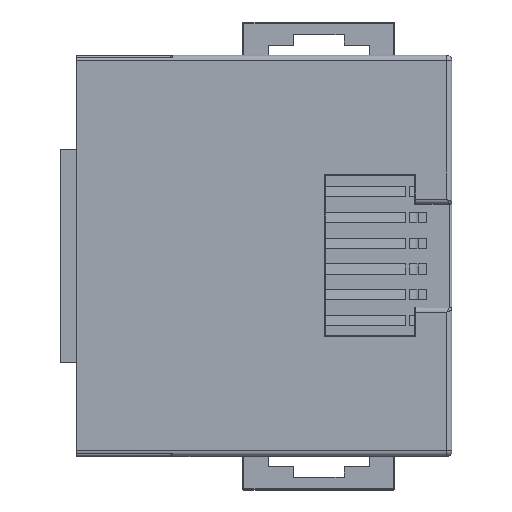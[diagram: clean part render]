
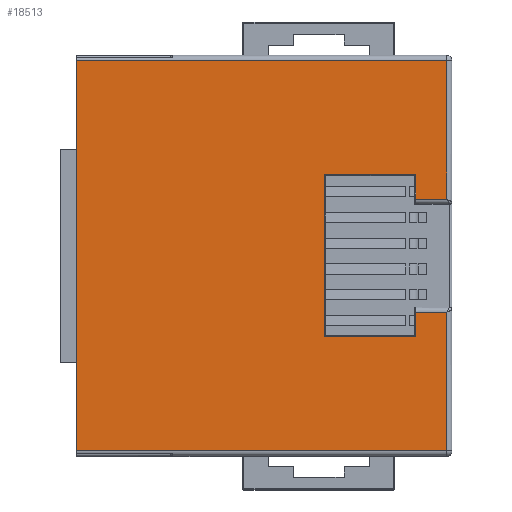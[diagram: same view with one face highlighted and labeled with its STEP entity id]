
A CAD part, top view. The second image highlights one B-rep face of the part: STEP entity #18513.
In plain terms, the highlighted planar face has unit normal (0, 0, 1).
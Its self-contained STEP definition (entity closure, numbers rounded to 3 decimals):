
#3012=ORIENTED_EDGE('',*,*,#5038,.F.);
#3013=ORIENTED_EDGE('',*,*,#4946,.F.);
#3014=ORIENTED_EDGE('',*,*,#4949,.F.);
#3015=ORIENTED_EDGE('',*,*,#4952,.F.);
#3016=ORIENTED_EDGE('',*,*,#4955,.F.);
#3017=ORIENTED_EDGE('',*,*,#4958,.F.);
#3018=ORIENTED_EDGE('',*,*,#5089,.F.);
#3019=ORIENTED_EDGE('',*,*,#5086,.T.);
#3020=ORIENTED_EDGE('',*,*,#5083,.T.);
#3021=ORIENTED_EDGE('',*,*,#6017,.T.);
#3022=ORIENTED_EDGE('',*,*,#5049,.T.);
#3023=ORIENTED_EDGE('',*,*,#5044,.T.);
#4946=EDGE_CURVE('',#6885,#6884,#8061,.T.);
#4949=EDGE_CURVE('',#6887,#6885,#8063,.T.);
#4952=EDGE_CURVE('',#6889,#6887,#8065,.T.);
#4955=EDGE_CURVE('',#6891,#6889,#8067,.T.);
#4958=EDGE_CURVE('',#6894,#6891,#8069,.T.);
#5038=EDGE_CURVE('',#6884,#6944,#8107,.T.);
#5044=EDGE_CURVE('',#6947,#6944,#8109,.T.);
#5049=EDGE_CURVE('',#6950,#6947,#8112,.T.);
#5083=EDGE_CURVE('',#6963,#6965,#8133,.T.);
#5086=EDGE_CURVE('',#6966,#6963,#8135,.T.);
#5089=EDGE_CURVE('',#6966,#6894,#8136,.T.);
#6017=EDGE_CURVE('',#6965,#6950,#8974,.T.);
#6884=VERTEX_POINT('',#24571);
#6885=VERTEX_POINT('',#24576);
#6887=VERTEX_POINT('',#24582);
#6889=VERTEX_POINT('',#24588);
#6891=VERTEX_POINT('',#24594);
#6894=VERTEX_POINT('',#24601);
#6944=VERTEX_POINT('',#24806);
#6947=VERTEX_POINT('',#24837);
#6950=VERTEX_POINT('',#24849);
#6963=VERTEX_POINT('',#24901);
#6965=VERTEX_POINT('',#24911);
#6966=VERTEX_POINT('',#24919);
#8061=LINE('',#24578,#9684);
#8063=LINE('',#24584,#9686);
#8065=LINE('',#24590,#9688);
#8067=LINE('',#24596,#9690);
#8069=LINE('',#24602,#9692);
#8107=LINE('',#24805,#9730);
#8109=LINE('',#24839,#9732);
#8112=LINE('',#24848,#9735);
#8133=LINE('',#24912,#9756);
#8135=LINE('',#24922,#9758);
#8136=LINE('',#24946,#9759);
#8974=LINE('',#26725,#10597);
#9684=VECTOR('',#20518,1000.);
#9686=VECTOR('',#20524,1000.);
#9688=VECTOR('',#20530,1000.);
#9690=VECTOR('',#20536,1000.);
#9692=VECTOR('',#20542,1000.);
#9730=VECTOR('',#20712,1000.);
#9732=VECTOR('',#20720,1000.);
#9735=VECTOR('',#20731,1000.);
#9756=VECTOR('',#20806,1000.);
#9758=VECTOR('',#20810,1000.);
#9759=VECTOR('',#20815,1000.);
#10597=VECTOR('',#22359,1000.);
#11405=EDGE_LOOP('',(#3012,#3013,#3014,#3015,#3016,#3017,#3018,#3019,#3020,
#3021,#3022,#3023));
#12162=FACE_BOUND('',#11405,.T.);
#12808=PLANE('',#19464);
#18513=ADVANCED_FACE('',(#12162),#12808,.T.);
#19464=AXIS2_PLACEMENT_3D('',#26724,#22357,#22358);
#20518=DIRECTION('',(1.,0.,0.));
#20524=DIRECTION('',(0.,-1.,0.));
#20530=DIRECTION('',(-1.,0.,0.));
#20536=DIRECTION('',(0.,1.,0.));
#20542=DIRECTION('',(1.,0.,0.));
#20712=DIRECTION('',(0.,-1.,0.));
#20720=DIRECTION('',(1.,0.,0.));
#20731=DIRECTION('',(0.,-1.,0.));
#20806=DIRECTION('',(0.,1.,0.));
#20810=DIRECTION('',(1.,0.,0.));
#20815=DIRECTION('',(0.,1.,0.));
#22357=DIRECTION('',(0.,0.,1.));
#22358=DIRECTION('',(1.,0.,0.));
#22359=DIRECTION('',(-1.,0.,0.));
#24571=CARTESIAN_POINT('',(-2.23,-6.295,5.5));
#24576=CARTESIAN_POINT('',(-3.2,-6.295,5.5));
#24578=CARTESIAN_POINT('',(-3.15,-6.295,5.5));
#24582=CARTESIAN_POINT('',(-3.2,-2.695,5.5));
#24584=CARTESIAN_POINT('',(-3.2,-2.745,5.5));
#24588=CARTESIAN_POINT('',(3.2,-2.695,5.5));
#24590=CARTESIAN_POINT('',(3.15,-2.695,5.5));
#24594=CARTESIAN_POINT('',(3.2,-6.295,5.5));
#24596=CARTESIAN_POINT('',(3.2,-6.245,5.5));
#24601=CARTESIAN_POINT('',(2.23,-6.295,5.5));
#24602=CARTESIAN_POINT('',(2.23,-6.295,5.5));
#24805=CARTESIAN_POINT('',(-2.23,-6.245,5.5));
#24806=CARTESIAN_POINT('',(-2.23,-7.525,5.5));
#24837=CARTESIAN_POINT('',(-7.7,-7.525,5.5));
#24839=CARTESIAN_POINT('',(-2.13,-7.525,5.5));
#24848=CARTESIAN_POINT('',(-7.7,-7.725,5.5));
#24849=CARTESIAN_POINT('',(-7.7,7.075,5.5));
#24901=CARTESIAN_POINT('',(7.7,-7.525,5.5));
#24911=CARTESIAN_POINT('',(7.7,7.075,5.5));
#24912=CARTESIAN_POINT('',(7.7,3.375,5.5));
#24919=CARTESIAN_POINT('',(2.23,-7.525,5.5));
#24922=CARTESIAN_POINT('',(7.9,-7.525,5.5));
#24946=CARTESIAN_POINT('',(2.23,-7.625,5.5));
#26724=CARTESIAN_POINT('',(0.,0.,5.5));
#26725=CARTESIAN_POINT('',(7.9,7.075,5.5));
